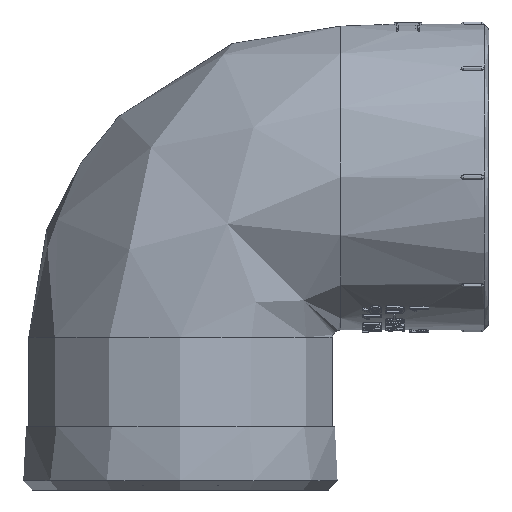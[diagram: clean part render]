
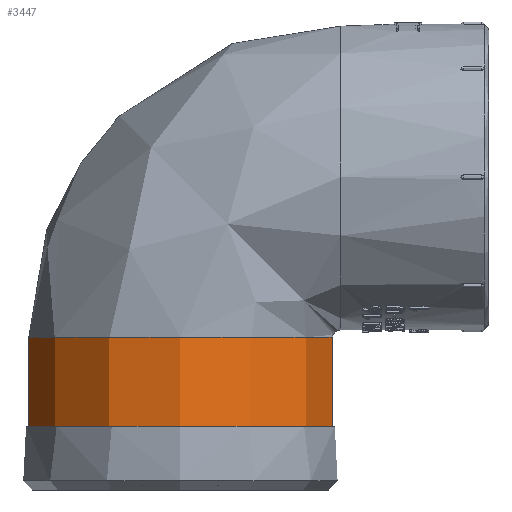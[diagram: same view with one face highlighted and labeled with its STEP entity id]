
A CAD part, left-side view. The second image highlights one B-rep face of the part: STEP entity #3447.
In plain terms, the highlighted cylindrical face has radius 16.5 mm (diameter 33 mm), a full revolution.
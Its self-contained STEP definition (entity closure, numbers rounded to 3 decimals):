
#3447=ADVANCED_FACE('',(#5452,#5453),#5195,.T.);
#5195=CYLINDRICAL_SURFACE('',#33455,16.5);
#5452=FACE_BOUND('',#5573,.T.);
#5453=FACE_BOUND('',#5574,.T.);
#5573=EDGE_LOOP('',(#15017));
#5574=EDGE_LOOP('',(#15018));
#15017=ORIENTED_EDGE('',*,*,#28302,.T.);
#15018=ORIENTED_EDGE('',*,*,#28303,.F.);
#24967=VERTEX_POINT('',#47889);
#24968=VERTEX_POINT('',#47891);
#28302=EDGE_CURVE('',#24967,#24967,#32074,.T.);
#28303=EDGE_CURVE('',#24968,#24968,#32075,.T.);
#32074=CIRCLE('',#33453,16.5);
#32075=CIRCLE('',#33454,16.5);
#33453=AXIS2_PLACEMENT_3D('',#47888,#38204,#38205);
#33454=AXIS2_PLACEMENT_3D('',#47890,#38206,#38207);
#33455=AXIS2_PLACEMENT_3D('',#47892,#38208,#38209);
#38204=DIRECTION('',(0.,0.,1.));
#38205=DIRECTION('',(-1.,0.,0.));
#38206=DIRECTION('',(0.,0.,1.));
#38207=DIRECTION('',(-1.,0.,0.));
#38208=DIRECTION('',(0.,0.,1.));
#38209=DIRECTION('',(-1.,0.,0.));
#47888=CARTESIAN_POINT('',(0.,-70.3,-106.45));
#47889=CARTESIAN_POINT('',(-16.5,-70.3,-106.45));
#47890=CARTESIAN_POINT('',(0.,-70.3,-90.95));
#47891=CARTESIAN_POINT('',(-16.5,-70.3,-90.95));
#47892=CARTESIAN_POINT('',(0.,-70.3,-101.25));
